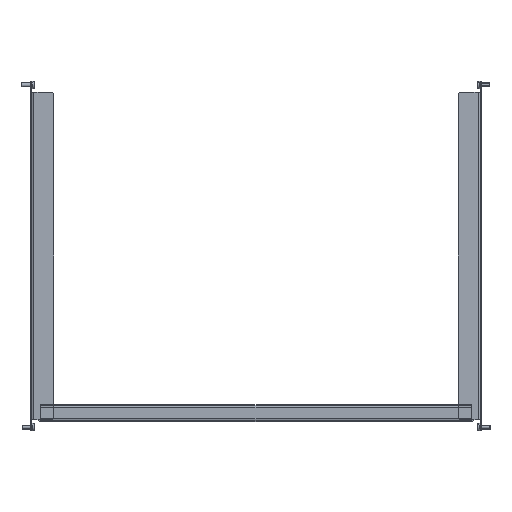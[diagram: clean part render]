
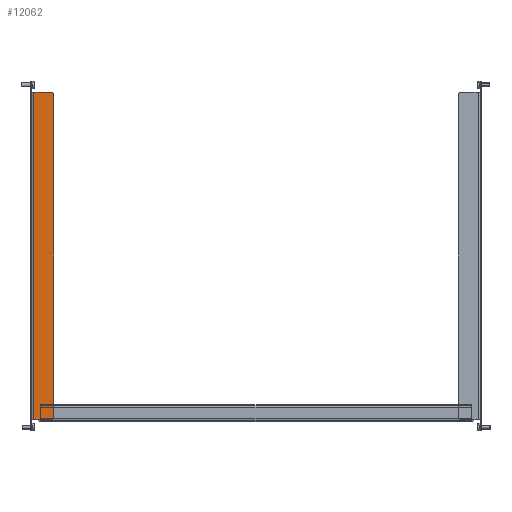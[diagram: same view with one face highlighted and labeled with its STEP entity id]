
A CAD part, front view. The second image highlights one B-rep face of the part: STEP entity #12062.
In plain terms, the highlighted planar face has unit normal (0, -1, 0).
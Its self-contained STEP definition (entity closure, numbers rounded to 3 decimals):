
#45 = LINE ( 'NONE', #9895, #12902 ) ;
#122 = CARTESIAN_POINT ( 'NONE',  ( 38., 0., 280. ) ) ;
#184 = VERTEX_POINT ( 'NONE', #2987 ) ;
#191 = CARTESIAN_POINT ( 'NONE',  ( 38., 0., -262. ) ) ;
#470 = DIRECTION ( 'NONE',  ( 0., 0., -1. ) ) ;
#853 = VERTEX_POINT ( 'NONE', #12576 ) ;
#972 = LINE ( 'NONE', #122, #6818 ) ;
#1069 = LINE ( 'NONE', #9509, #10786 ) ;
#1193 = CARTESIAN_POINT ( 'NONE',  ( 0., 0., 280. ) ) ;
#1271 = EDGE_LOOP ( 'NONE', ( #8794, #13811, #12007, #6880, #5268, #5961 ) ) ;
#1321 = DIRECTION ( 'NONE',  ( -1., 0., 0. ) ) ;
#1510 = DIRECTION ( 'NONE',  ( 0.707, 0., 0.707 ) ) ;
#1912 = EDGE_CURVE ( 'NONE', #13480, #4020, #45, .T. ) ;
#2585 = LINE ( 'NONE', #5650, #13057 ) ;
#2870 = AXIS2_PLACEMENT_3D ( 'NONE', #1193, #5446, #9769 ) ;
#2987 = CARTESIAN_POINT ( 'NONE',  ( 36., 0., -262. ) ) ;
#3102 = EDGE_CURVE ( 'NONE', #184, #3892, #7626, .T. ) ;
#3892 = VERTEX_POINT ( 'NONE', #6058 ) ;
#4020 = VERTEX_POINT ( 'NONE', #8594 ) ;
#4439 = VERTEX_POINT ( 'NONE', #4509 ) ;
#4509 = CARTESIAN_POINT ( 'NONE',  ( 6., 0., 262. ) ) ;
#4661 = PLANE ( 'NONE',  #2870 ) ;
#5268 = ORIENTED_EDGE ( 'NONE', *, *, #11461, .T. ) ;
#5446 = DIRECTION ( 'NONE',  ( 0., 1., 0. ) ) ;
#5506 = DIRECTION ( 'NONE',  ( 0., 0., -1. ) ) ;
#5650 = CARTESIAN_POINT ( 'NONE',  ( 6., 0., 280. ) ) ;
#5654 = DIRECTION ( 'NONE',  ( -0.707, 0., 0.707 ) ) ;
#5749 = FACE_OUTER_BOUND ( 'NONE', #1271, .T. ) ;
#5961 = ORIENTED_EDGE ( 'NONE', *, *, #10806, .T. ) ;
#6058 = CARTESIAN_POINT ( 'NONE',  ( 6., 0., -262. ) ) ;
#6818 = VECTOR ( 'NONE', #5506, 1000. ) ;
#6880 = ORIENTED_EDGE ( 'NONE', *, *, #1912, .T. ) ;
#7626 = LINE ( 'NONE', #191, #10887 ) ;
#8082 = VECTOR ( 'NONE', #1510, 1000. ) ;
#8493 = EDGE_CURVE ( 'NONE', #13480, #853, #972, .T. ) ;
#8594 = CARTESIAN_POINT ( 'NONE',  ( 36., 0., 262. ) ) ;
#8794 = ORIENTED_EDGE ( 'NONE', *, *, #3102, .F. ) ;
#8820 = LINE ( 'NONE', #8967, #8082 ) ;
#8967 = CARTESIAN_POINT ( 'NONE',  ( 38., 0., -260. ) ) ;
#9509 = CARTESIAN_POINT ( 'NONE',  ( 38., 0., 262. ) ) ;
#9769 = DIRECTION ( 'NONE',  ( 0., 0., 1. ) ) ;
#9895 = CARTESIAN_POINT ( 'NONE',  ( 38., 0., 260. ) ) ;
#10786 = VECTOR ( 'NONE', #11714, 1000. ) ;
#10806 = EDGE_CURVE ( 'NONE', #4439, #3892, #2585, .T. ) ;
#10887 = VECTOR ( 'NONE', #1321, 1000. ) ;
#11177 = EDGE_CURVE ( 'NONE', #184, #853, #8820, .T. ) ;
#11461 = EDGE_CURVE ( 'NONE', #4020, #4439, #1069, .T. ) ;
#11714 = DIRECTION ( 'NONE',  ( -1., 0., 0. ) ) ;
#12007 = ORIENTED_EDGE ( 'NONE', *, *, #8493, .F. ) ;
#12062 = ADVANCED_FACE ( 'NONE', ( #5749 ), #4661, .F. ) ;
#12576 = CARTESIAN_POINT ( 'NONE',  ( 38., 0., -260. ) ) ;
#12822 = CARTESIAN_POINT ( 'NONE',  ( 38., 0., 260. ) ) ;
#12902 = VECTOR ( 'NONE', #5654, 1000. ) ;
#13057 = VECTOR ( 'NONE', #470, 1000. ) ;
#13480 = VERTEX_POINT ( 'NONE', #12822 ) ;
#13811 = ORIENTED_EDGE ( 'NONE', *, *, #11177, .T. ) ;
